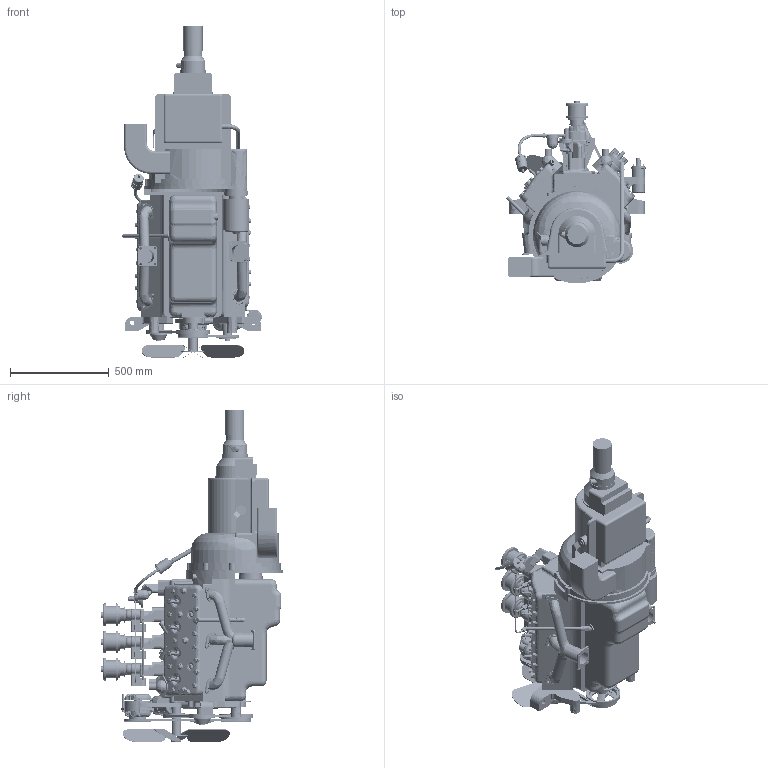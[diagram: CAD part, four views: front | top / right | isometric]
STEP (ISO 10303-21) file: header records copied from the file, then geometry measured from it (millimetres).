
FILE_DESCRIPTION(('FreeCAD Model'),'2;1');
FILE_NAME('Open CASCADE Shape Model','2025-04-30T20:40:57',('FreeCAD'),( 'FreeCAD'),'Open CASCADE STEP processor 7.6','FreeCAD','Unknown');
FILE_SCHEMA(('AUTOMOTIVE_DESIGN { 1 0 10303 214 1 1 1 1 }'));
Products named in the file (1): Open CASCADE STEP translator 7.6 1
Bounding box: 706.16 x 926.18 x 1681.69 mm (x, y, z)
Volume: 189294696.3 mm3; surface area: 7303898.2 mm2
Topology: 108 solids, 113 shells, 5048 faces, 12140 edges, 7550 vertices
Faces by surface type: bspline 5048
Entity records: 187096 total; most frequent: CARTESIAN_POINT 118408, ORIENTED_EDGE 24182, EDGE_CURVE 12091, VERTEX_POINT 7550, B_SPLINE_CURVE_WITH_KNOTS 6756, FACE_BOUND 5539, EDGE_LOOP 5539, ADVANCED_FACE 5048
